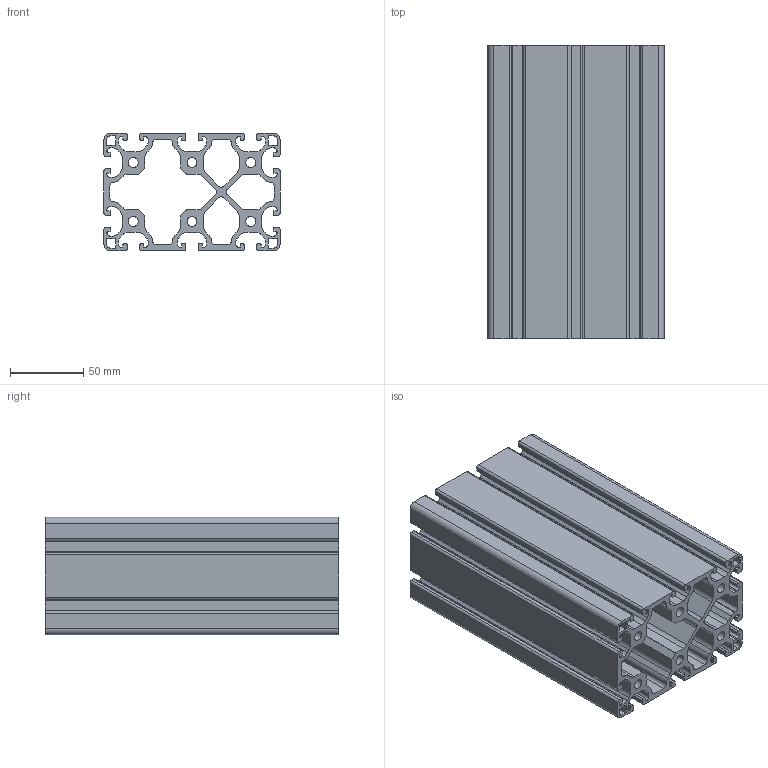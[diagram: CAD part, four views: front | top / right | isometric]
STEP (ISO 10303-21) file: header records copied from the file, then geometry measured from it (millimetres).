
FILE_DESCRIPTION(/* description */ ('Aluminiumprofil 120x80L'),/* implementation_level */ '2;1');
FILE_NAME(/* name */ 'Syskomp 281120909 Aluminiumprofil 120x80L.stp',/* time_stamp */ '2017-08-16T16:10:15+02:00',/* author */ ('wheldmann'),/* organization */ (''),/* preprocessor_version */ 'ST-DEVELOPER v16.1',/* originating_system */ 'Autodesk Inventor 2016',/* authorisation */ ' ');
FILE_SCHEMA (('AUTOMOTIVE_DESIGN { 1 0 10303 214 3 1 1 }'));
Length unit declared in the file: millimetre
Products named in the file (1): 281120909 Aluminiumprofil 120x80L - 200
Bounding box: 120 x 200 x 80 mm (x, y, z)
Volume: 601577.1 mm3; surface area: 327847.2 mm2
Topology: 1 solids, 1 shells, 420 faces, 1254 edges, 836 vertices
Faces by surface type: cylinder 222, plane 198
Full cylindrical faces by diameter (mm): 6.8 x6
Entity records: 14312 total; most frequent: DIRECTION 2534, CARTESIAN_POINT 2505, ORIENTED_EDGE 2496, EDGE_CURVE 1248, AXIS2_PLACEMENT_3D 865, VERTEX_POINT 836, LINE 804, VECTOR 804
